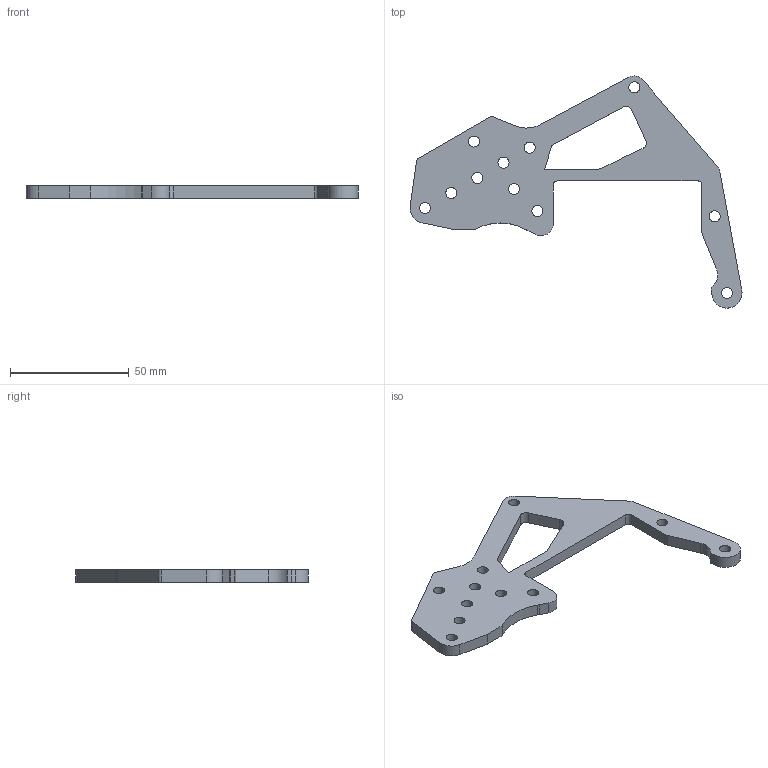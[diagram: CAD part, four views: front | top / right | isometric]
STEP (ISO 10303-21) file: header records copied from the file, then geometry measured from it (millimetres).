
FILE_DESCRIPTION(/* description */ (''),/* implementation_level */ '2;1');
FILE_NAME(/* name */ 'Intake Brace OPPO (PRINT).step',/* time_stamp */ '2024-06-27T21:40:01-05:00',/* author */ (''),/* organization */ (''),/* preprocessor_version */ 'ST-DEVELOPER v20',/* originating_system */ 'Autodesk Translation Framework v13.14.0.145',/* authorisation */ '');
FILE_SCHEMA (('AUTOMOTIVE_DESIGN { 1 0 10303 214 3 1 1 }'));
Length unit declared in the file: inch
Products named in the file (1): New Intake Brace OPPO (PRINT)
Bounding box: 139.67 x 97.63 x 5.08 mm (x, y, z)
Volume: 21346.5 mm3; surface area: 12047 mm2
Topology: 1 solids, 1 shells, 52 faces, 150 edges, 100 vertices
Faces by surface type: cylinder 29, plane 23
Full cylindrical faces by diameter (mm): 4.623 x5, 4.648 x6
Entity records: 1822 total; most frequent: DIRECTION 314, CARTESIAN_POINT 303, ORIENTED_EDGE 300, EDGE_CURVE 150, AXIS2_PLACEMENT_3D 111, VERTEX_POINT 100, LINE 92, VECTOR 92
